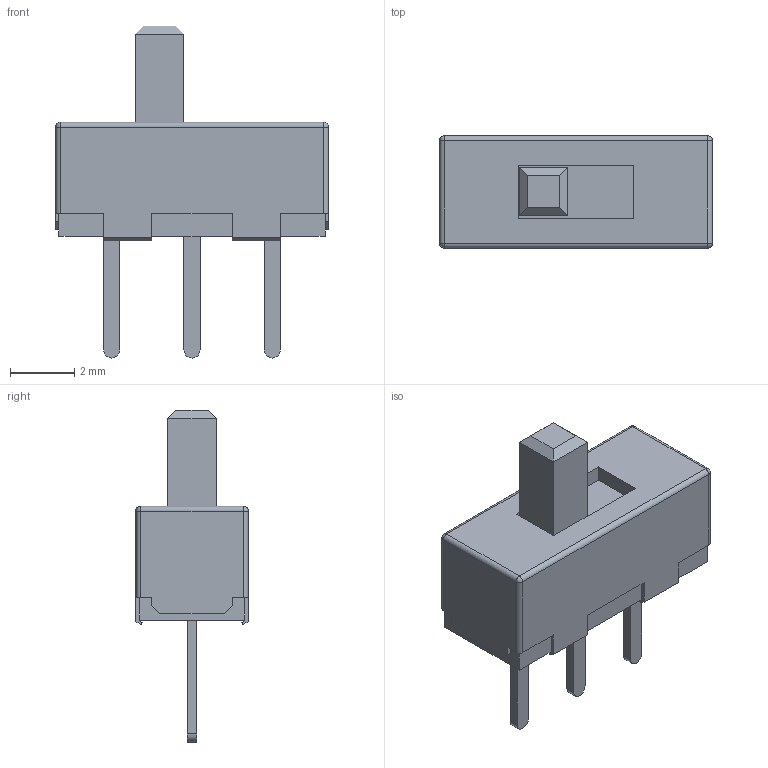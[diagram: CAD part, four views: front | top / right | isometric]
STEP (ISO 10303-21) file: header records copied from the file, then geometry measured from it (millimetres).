
FILE_DESCRIPTION (( 'STEP AP214' ), '1' );
FILE_NAME ('SS12D00G3.STEP', '2022-11-07T09:08:16', ( '' ), ( '' ), 'SwSTEP 2.0', 'SolidWorks 2022', '' );
FILE_SCHEMA (( 'AUTOMOTIVE_DESIGN' ));
Length unit declared in the file: millimetre
Products named in the file (1): SS12D00G3
Bounding box: 8.5 x 3.5 x 10.35 mm (x, y, z)
Volume: 111 mm3; surface area: 188 mm2
Topology: 1 solids, 1 shells, 98 faces, 253 edges, 158 vertices
Faces by surface type: plane 80, cylinder 14, sphere 4
Entity records: 3990 total; most frequent: CARTESIAN_POINT 506, ORIENTED_EDGE 498, DIRECTION 475, EDGE_CURVE 249, LINE 221, VECTOR 221, VERTEX_POINT 158, AXIS2_PLACEMENT_3D 127
